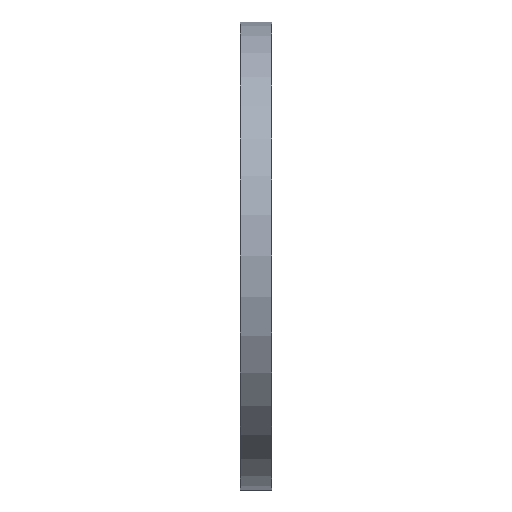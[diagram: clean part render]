
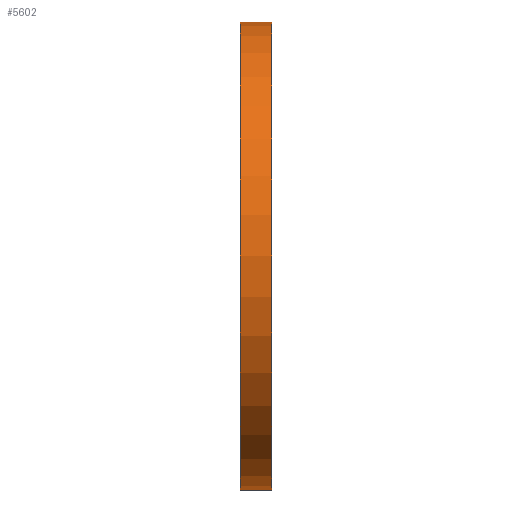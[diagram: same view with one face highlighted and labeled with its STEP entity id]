
A CAD part, left-side view. The second image highlights one B-rep face of the part: STEP entity #5602.
In plain terms, the highlighted cylindrical face has radius 60 mm (diameter 120 mm), a partial arc.
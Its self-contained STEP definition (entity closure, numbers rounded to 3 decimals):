
#97 = ORIENTED_EDGE ( 'NONE', *, *, #8831, .T. ) ;
#265 = AXIS2_PLACEMENT_3D ( 'NONE', #4022, #8614, #4124 ) ;
#540 = AXIS2_PLACEMENT_3D ( 'NONE', #13653, #4957, #9627 ) ;
#697 = CARTESIAN_POINT ( 'NONE',  ( 0., 0., 60. ) ) ;
#1261 = DIRECTION ( 'NONE',  ( 0., 0., 1. ) ) ;
#1486 = CARTESIAN_POINT ( 'NONE',  ( 0., 8., 60. ) ) ;
#1699 = VERTEX_POINT ( 'NONE', #1486 ) ;
#3266 = CARTESIAN_POINT ( 'NONE',  ( 0., 8., -60. ) ) ;
#3688 = ORIENTED_EDGE ( 'NONE', *, *, #12572, .F. ) ;
#4022 = CARTESIAN_POINT ( 'NONE',  ( 0., 0., 0. ) ) ;
#4124 = DIRECTION ( 'NONE',  ( 0., 0., 1. ) ) ;
#4720 = EDGE_CURVE ( 'NONE', #7196, #4953, #10056, .T. ) ;
#4953 = VERTEX_POINT ( 'NONE', #8038 ) ;
#4957 = DIRECTION ( 'NONE',  ( 0., -1., 0. ) ) ;
#5602 = ADVANCED_FACE ( 'NONE', ( #14570 ), #11119, .T. ) ;
#5665 = AXIS2_PLACEMENT_3D ( 'NONE', #12704, #8136, #1261 ) ;
#6793 = VECTOR ( 'NONE', #9286, 1000. ) ;
#7076 = LINE ( 'NONE', #9395, #10172 ) ;
#7196 = VERTEX_POINT ( 'NONE', #7520 ) ;
#7520 = CARTESIAN_POINT ( 'NONE',  ( 0., 8., -60. ) ) ;
#8038 = CARTESIAN_POINT ( 'NONE',  ( 0., 0., -60. ) ) ;
#8136 = DIRECTION ( 'NONE',  ( 0., 1., 0. ) ) ;
#8518 = CIRCLE ( 'NONE', #5665, 60. ) ;
#8614 = DIRECTION ( 'NONE',  ( 0., 1., 0. ) ) ;
#8625 = CIRCLE ( 'NONE', #265, 60. ) ;
#8831 = EDGE_CURVE ( 'NONE', #4953, #13321, #8625, .T. ) ;
#9286 = DIRECTION ( 'NONE',  ( 0., -1., 0. ) ) ;
#9395 = CARTESIAN_POINT ( 'NONE',  ( 0., 8., 60. ) ) ;
#9627 = DIRECTION ( 'NONE',  ( 0., 0., -1. ) ) ;
#10056 = LINE ( 'NONE', #3266, #6793 ) ;
#10172 = VECTOR ( 'NONE', #13870, 1000. ) ;
#11119 = CYLINDRICAL_SURFACE ( 'NONE', #540, 60. ) ;
#11787 = ORIENTED_EDGE ( 'NONE', *, *, #4720, .T. ) ;
#12376 = EDGE_CURVE ( 'NONE', #1699, #13321, #7076, .T. ) ;
#12572 = EDGE_CURVE ( 'NONE', #7196, #1699, #8518, .T. ) ;
#12704 = CARTESIAN_POINT ( 'NONE',  ( 0., 8., 0. ) ) ;
#13321 = VERTEX_POINT ( 'NONE', #697 ) ;
#13583 = EDGE_LOOP ( 'NONE', ( #14048, #3688, #11787, #97 ) ) ;
#13653 = CARTESIAN_POINT ( 'NONE',  ( 0., 8., 0. ) ) ;
#13870 = DIRECTION ( 'NONE',  ( 0., -1., 0. ) ) ;
#14048 = ORIENTED_EDGE ( 'NONE', *, *, #12376, .F. ) ;
#14570 = FACE_OUTER_BOUND ( 'NONE', #13583, .T. ) ;
